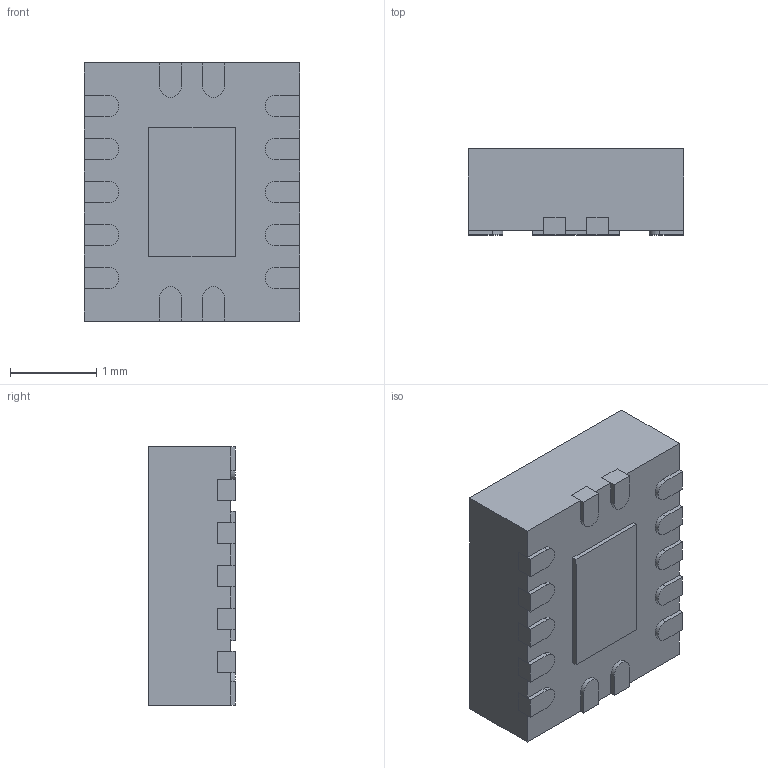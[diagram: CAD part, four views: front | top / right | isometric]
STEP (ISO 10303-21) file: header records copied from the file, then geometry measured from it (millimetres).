
FILE_DESCRIPTION (( 'STEP AP214' ), '1' );
FILE_NAME ('SOT762-1.STEP', '2021-01-19T10:32:21', ( '' ), ( '' ), 'SwSTEP 2.0', 'SolidWorks 2017', '' );
FILE_SCHEMA (( 'AUTOMOTIVE_DESIGN' ));
Length unit declared in the file: millimetre
Products named in the file (1): SOT762-1
Bounding box: 2.5 x 1 x 3 mm (x, y, z)
Volume: 7.3 mm3; surface area: 37.9 mm2
Topology: 17 solids, 17 shells, 174 faces, 414 edges, 276 vertices
Faces by surface type: plane 132, cylinder 42
Entity records: 5180 total; most frequent: CARTESIAN_POINT 865, DIRECTION 848, ORIENTED_EDGE 828, EDGE_CURVE 414, VECTOR 330, LINE 330, VERTEX_POINT 276, AXIS2_PLACEMENT_3D 259
